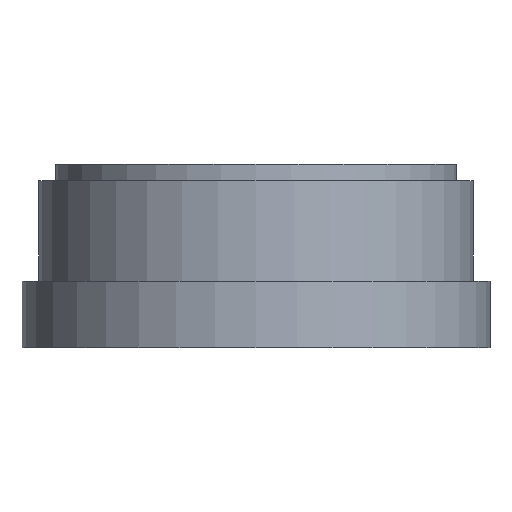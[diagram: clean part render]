
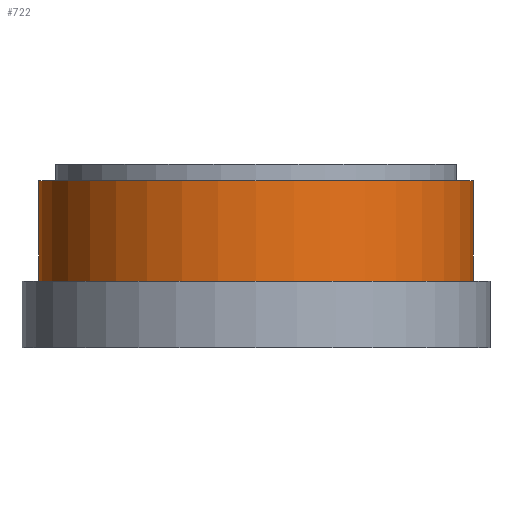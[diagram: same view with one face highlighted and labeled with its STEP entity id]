
A CAD part, left-side view. The second image highlights one B-rep face of the part: STEP entity #722.
In plain terms, the highlighted cylindrical face has radius 13 mm (diameter 26 mm), a partial arc.
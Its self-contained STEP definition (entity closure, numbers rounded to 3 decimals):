
#11 = EDGE_CURVE ( 'NONE', #350, #118, #960, .T. ) ;
#86 = CARTESIAN_POINT ( 'NONE',  ( 0., 0., 10. ) ) ;
#118 = VERTEX_POINT ( 'NONE', #265 ) ;
#120 = CARTESIAN_POINT ( 'NONE',  ( 0., 0., 4. ) ) ;
#138 = CARTESIAN_POINT ( 'NONE',  ( 0., 13., 0. ) ) ;
#152 = VERTEX_POINT ( 'NONE', #447 ) ;
#183 = DIRECTION ( 'NONE',  ( 0., 0., -1. ) ) ;
#259 = AXIS2_PLACEMENT_3D ( 'NONE', #86, #183, #684 ) ;
#265 = CARTESIAN_POINT ( 'NONE',  ( 0., 13., 10. ) ) ;
#349 = ORIENTED_EDGE ( 'NONE', *, *, #737, .F. ) ;
#350 = VERTEX_POINT ( 'NONE', #1090 ) ;
#355 = VECTOR ( 'NONE', #895, 1000. ) ;
#366 = DIRECTION ( 'NONE',  ( 0., 0., -1. ) ) ;
#383 = DIRECTION ( 'NONE',  ( 0., 0., -1. ) ) ;
#384 = VERTEX_POINT ( 'NONE', #1075 ) ;
#430 = EDGE_LOOP ( 'NONE', ( #349, #493, #1078, #704 ) ) ;
#447 = CARTESIAN_POINT ( 'NONE',  ( 0., 13., 4. ) ) ;
#458 = DIRECTION ( 'NONE',  ( 0., 0., -1. ) ) ;
#465 = CIRCLE ( 'NONE', #808, 13. ) ;
#493 = ORIENTED_EDGE ( 'NONE', *, *, #11, .T. ) ;
#628 = FACE_OUTER_BOUND ( 'NONE', #430, .T. ) ;
#631 = DIRECTION ( 'NONE',  ( 0., 1., 0. ) ) ;
#638 = LINE ( 'NONE', #138, #355 ) ;
#642 = CARTESIAN_POINT ( 'NONE',  ( 0., 0., 0. ) ) ;
#684 = DIRECTION ( 'NONE',  ( 0., 1., 0. ) ) ;
#704 = ORIENTED_EDGE ( 'NONE', *, *, #765, .F. ) ;
#716 = AXIS2_PLACEMENT_3D ( 'NONE', #642, #383, #969 ) ;
#722 = ADVANCED_FACE ( 'NONE', ( #628 ), #756, .T. ) ;
#728 = VECTOR ( 'NONE', #366, 1000. ) ;
#737 = EDGE_CURVE ( 'NONE', #350, #384, #925, .T. ) ;
#756 = CYLINDRICAL_SURFACE ( 'NONE', #716, 13. ) ;
#765 = EDGE_CURVE ( 'NONE', #384, #152, #465, .T. ) ;
#808 = AXIS2_PLACEMENT_3D ( 'NONE', #120, #458, #631 ) ;
#885 = CARTESIAN_POINT ( 'NONE',  ( 0., -13., 0. ) ) ;
#895 = DIRECTION ( 'NONE',  ( 0., 0., -1. ) ) ;
#925 = LINE ( 'NONE', #885, #728 ) ;
#946 = EDGE_CURVE ( 'NONE', #118, #152, #638, .T. ) ;
#960 = CIRCLE ( 'NONE', #259, 13. ) ;
#969 = DIRECTION ( 'NONE',  ( 0., 1., 0. ) ) ;
#1075 = CARTESIAN_POINT ( 'NONE',  ( 0., -13., 4. ) ) ;
#1078 = ORIENTED_EDGE ( 'NONE', *, *, #946, .T. ) ;
#1090 = CARTESIAN_POINT ( 'NONE',  ( 0., -13., 10. ) ) ;
